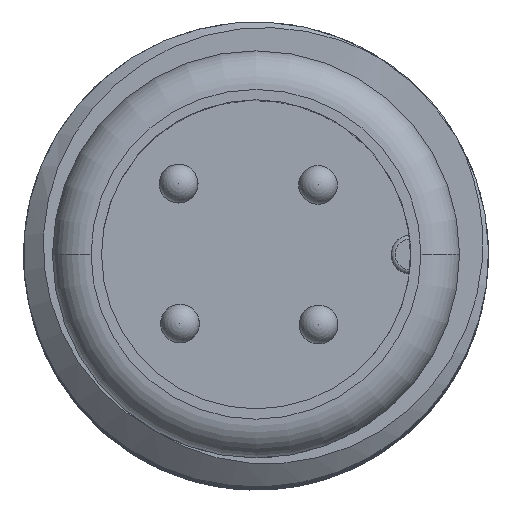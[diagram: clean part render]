
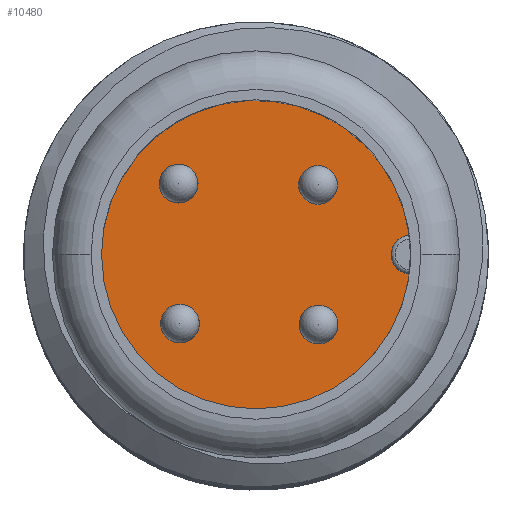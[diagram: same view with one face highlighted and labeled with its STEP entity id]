
A CAD part, top view. The second image highlights one B-rep face of the part: STEP entity #10480.
In plain terms, the highlighted planar face has unit normal (0, 0, 1).
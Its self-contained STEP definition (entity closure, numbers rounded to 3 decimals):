
#875 = VERTEX_POINT ( 'NONE', #11132 ) ;
#926 = FACE_OUTER_BOUND ( 'NONE', #4432, .T. ) ;
#1133 = CARTESIAN_POINT ( 'NONE',  ( 4., 0., 6. ) ) ;
#1160 = ORIENTED_EDGE ( 'NONE', *, *, #6740, .T. ) ;
#1163 = AXIS2_PLACEMENT_3D ( 'NONE', #7171, #9649, #5088 ) ;
#1386 = AXIS2_PLACEMENT_3D ( 'NONE', #8843, #3264, #6057 ) ;
#2319 = AXIS2_PLACEMENT_3D ( 'NONE', #3562, #10812, #9009 ) ;
#2635 = PLANE ( 'NONE',  #5342 ) ;
#2756 = CARTESIAN_POINT ( 'NONE',  ( 3.969, -0.499, 6. ) ) ;
#2829 = CARTESIAN_POINT ( 'NONE',  ( 0., 0., 6. ) ) ;
#3106 = CIRCLE ( 'NONE', #1386, 4. ) ;
#3264 = DIRECTION ( 'NONE',  ( 0., 0., 1. ) ) ;
#3562 = CARTESIAN_POINT ( 'NONE',  ( 4., 0., 6. ) ) ;
#4024 = EDGE_CURVE ( 'NONE', #5331, #4299, #4338, .T. ) ;
#4299 = VERTEX_POINT ( 'NONE', #2756 ) ;
#4338 = CIRCLE ( 'NONE', #1163, 4. ) ;
#4432 = EDGE_LOOP ( 'NONE', ( #4963, #6458, #4861, #1160 ) ) ;
#4861 = ORIENTED_EDGE ( 'NONE', *, *, #5977, .T. ) ;
#4963 = ORIENTED_EDGE ( 'NONE', *, *, #9417, .T. ) ;
#5088 = DIRECTION ( 'NONE',  ( 1., 0., 0. ) ) ;
#5156 = CIRCLE ( 'NONE', #8499, 0.5 ) ;
#5331 = VERTEX_POINT ( 'NONE', #7523 ) ;
#5342 = AXIS2_PLACEMENT_3D ( 'NONE', #2829, #6338, #9087 ) ;
#5977 = EDGE_CURVE ( 'NONE', #4299, #9931, #5156, .T. ) ;
#6057 = DIRECTION ( 'NONE',  ( 1., 0., 0. ) ) ;
#6338 = DIRECTION ( 'NONE',  ( 0., 0., 1. ) ) ;
#6458 = ORIENTED_EDGE ( 'NONE', *, *, #4024, .T. ) ;
#6740 = EDGE_CURVE ( 'NONE', #9931, #875, #11598, .T. ) ;
#7171 = CARTESIAN_POINT ( 'NONE',  ( 0., 0., 6. ) ) ;
#7233 = CARTESIAN_POINT ( 'NONE',  ( 3.5, 0., 6. ) ) ;
#7523 = CARTESIAN_POINT ( 'NONE',  ( -4., 0., 6. ) ) ;
#8499 = AXIS2_PLACEMENT_3D ( 'NONE', #1133, #9642, #8608 ) ;
#8608 = DIRECTION ( 'NONE',  ( 1., 0., 0. ) ) ;
#8843 = CARTESIAN_POINT ( 'NONE',  ( 0., 0., 6. ) ) ;
#9009 = DIRECTION ( 'NONE',  ( 1., 0., 0. ) ) ;
#9087 = DIRECTION ( 'NONE',  ( 1., 0., 0. ) ) ;
#9417 = EDGE_CURVE ( 'NONE', #875, #5331, #3106, .T. ) ;
#9642 = DIRECTION ( 'NONE',  ( 0., 0., -1. ) ) ;
#9649 = DIRECTION ( 'NONE',  ( 0., 0., 1. ) ) ;
#9931 = VERTEX_POINT ( 'NONE', #7233 ) ;
#10480 = ADVANCED_FACE ( 'NONE', ( #926 ), #2635, .T. ) ;
#10812 = DIRECTION ( 'NONE',  ( 0., 0., -1. ) ) ;
#11132 = CARTESIAN_POINT ( 'NONE',  ( 3.969, 0.499, 6. ) ) ;
#11598 = CIRCLE ( 'NONE', #2319, 0.5 ) ;
